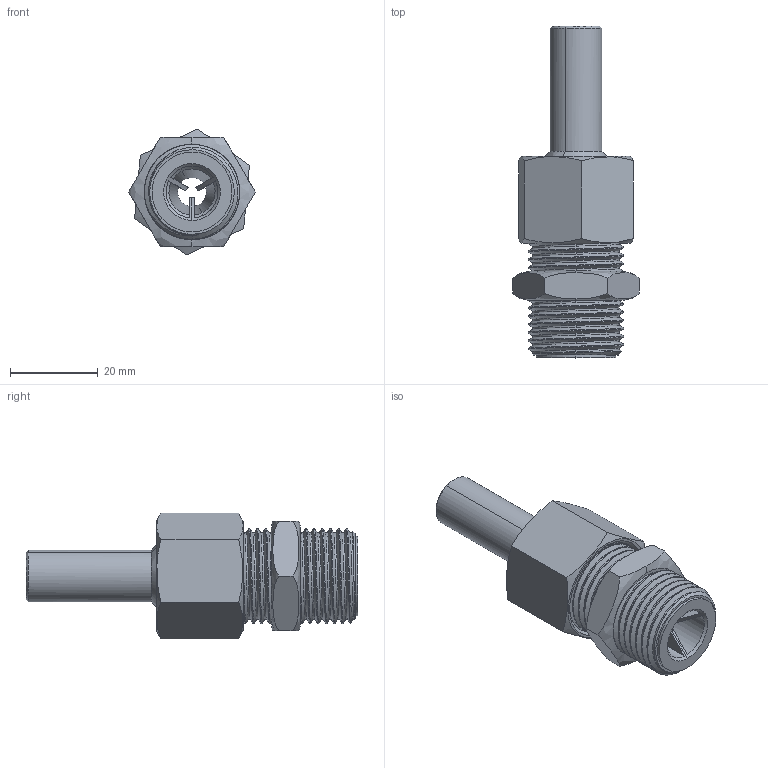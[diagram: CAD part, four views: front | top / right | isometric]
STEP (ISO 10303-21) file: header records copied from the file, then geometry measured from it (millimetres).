
FILE_DESCRIPTION(('FreeCAD Model'),'2;1');
FILE_NAME('Open CASCADE Shape Model','2025-05-05T18:15:23',('FreeCAD'),( 'FreeCAD'),'Open CASCADE STEP processor 7.6','FreeCAD','Unknown');
FILE_SCHEMA(('AUTOMOTIVE_DESIGN { 1 0 10303 214 1 1 1 1 }'));
Length unit declared in the file: millimetre
Products named in the file (1): Open CASCADE STEP translator 7.6 1
Bounding box: 28.77 x 75.48 x 28.65 mm (x, y, z)
Volume: 16740.6 mm3; surface area: 15576.9 mm2
Topology: 5 solids, 5 shells, 148 faces, 388 edges, 252 vertices
Faces by surface type: bspline 148
Entity records: 12831 total; most frequent: CARTESIAN_POINT 10664, ORIENTED_EDGE 776, EDGE_CURVE 388, VERTEX_POINT 252, B_SPLINE_CURVE_WITH_KNOTS 222, FACE_BOUND 160, EDGE_LOOP 160, ADVANCED_FACE 148
